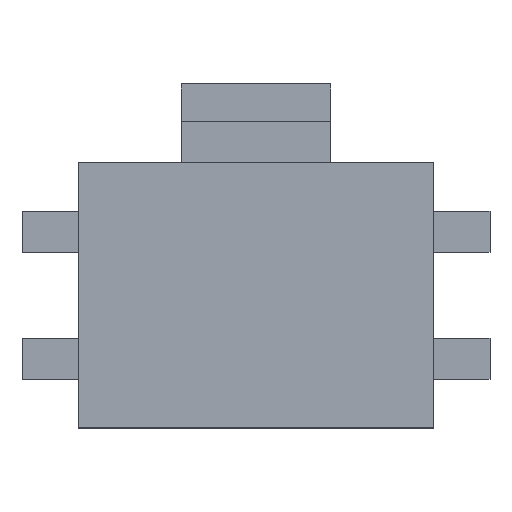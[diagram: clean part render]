
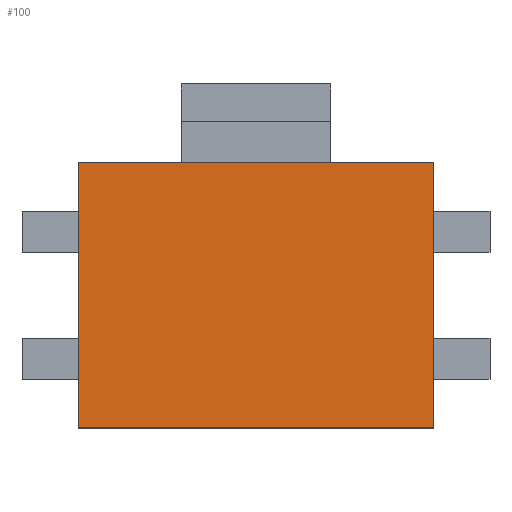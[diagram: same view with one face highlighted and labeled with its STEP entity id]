
A CAD part, top view. The second image highlights one B-rep face of the part: STEP entity #100.
In plain terms, the highlighted planar face has unit normal (0, 0, 1).
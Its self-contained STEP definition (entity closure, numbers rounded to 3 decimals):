
#100 = ADVANCED_FACE( '', ( #215 ), #216, .T. );
#215 = FACE_OUTER_BOUND( '', #337, .T. );
#216 = PLANE( '', #338 );
#337 = EDGE_LOOP( '', ( #571, #572, #573, #574 ) );
#338 = AXIS2_PLACEMENT_3D( '', #575, #576, #577 );
#571 = ORIENTED_EDGE( '', *, *, #812, .T. );
#572 = ORIENTED_EDGE( '', *, *, #755, .T. );
#573 = ORIENTED_EDGE( '', *, *, #734, .T. );
#574 = ORIENTED_EDGE( '', *, *, #752, .T. );
#575 = CARTESIAN_POINT( '', ( 0., 0., 1.63 ) );
#576 = DIRECTION( '', ( 0., 0., 1. ) );
#577 = DIRECTION( '', ( -1., 0., 0. ) );
#734 = EDGE_CURVE( '', #878, #876, #879, .T. );
#752 = EDGE_CURVE( '', #876, #909, #911, .T. );
#755 = EDGE_CURVE( '', #915, #878, #916, .T. );
#812 = EDGE_CURVE( '', #909, #915, #998, .T. );
#876 = VERTEX_POINT( '', #1078 );
#878 = VERTEX_POINT( '', #1081 );
#879 = LINE( '', #1082, #1083 );
#909 = VERTEX_POINT( '', #1127 );
#911 = LINE( '', #1130, #1131 );
#915 = VERTEX_POINT( '', #1136 );
#916 = LINE( '', #1137, #1138 );
#998 = LINE( '', #1258, #1259 );
#1078 = CARTESIAN_POINT( '', ( 2.375, 1.775, 1.63 ) );
#1081 = CARTESIAN_POINT( '', ( 2.375, -1.775, 1.63 ) );
#1082 = CARTESIAN_POINT( '', ( 2.375, -1.775, 1.63 ) );
#1083 = VECTOR( '', #1325, 1000. );
#1127 = CARTESIAN_POINT( '', ( -2.375, 1.775, 1.63 ) );
#1130 = CARTESIAN_POINT( '', ( 2.375, 1.775, 1.63 ) );
#1131 = VECTOR( '', #1341, 1000. );
#1136 = CARTESIAN_POINT( '', ( -2.375, -1.775, 1.63 ) );
#1137 = CARTESIAN_POINT( '', ( -2.375, -1.775, 1.63 ) );
#1138 = VECTOR( '', #1343, 1000. );
#1258 = CARTESIAN_POINT( '', ( -2.375, 1.775, 1.63 ) );
#1259 = VECTOR( '', #1391, 1000. );
#1325 = DIRECTION( '', ( 0., 1., 0. ) );
#1341 = DIRECTION( '', ( -1., 0., 0. ) );
#1343 = DIRECTION( '', ( 1., 0., 0. ) );
#1391 = DIRECTION( '', ( 0., -1., 0. ) );
